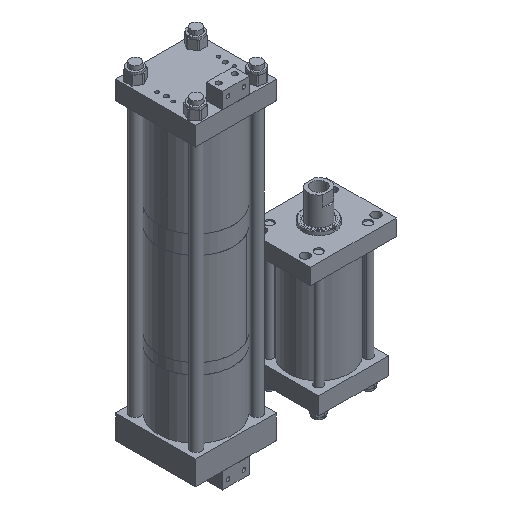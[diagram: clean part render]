
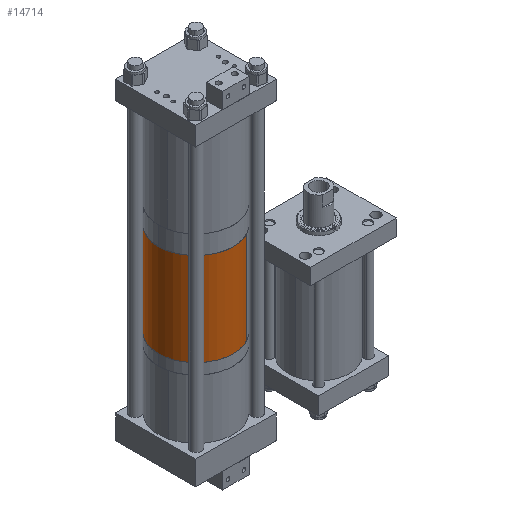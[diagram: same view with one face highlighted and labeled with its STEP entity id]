
A CAD part, isometric view. The second image highlights one B-rep face of the part: STEP entity #14714.
In plain terms, the highlighted cylindrical face has radius 88.9 mm (diameter 177.8 mm), a partial arc.
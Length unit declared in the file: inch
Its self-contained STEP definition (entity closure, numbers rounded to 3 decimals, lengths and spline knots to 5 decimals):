
#166 = EDGE_CURVE ( 'NONE', #7781, #8089, #3113, .T. ) ;
#289 = CARTESIAN_POINT ( 'NONE',  ( -3.5, 0., 8.683 ) ) ;
#1135 = EDGE_LOOP ( 'NONE', ( #4351, #9635, #17028, #10780 ) ) ;
#1675 = CYLINDRICAL_SURFACE ( 'NONE', #14620, 3.5 ) ;
#1849 = AXIS2_PLACEMENT_3D ( 'NONE', #14184, #4489, #5756 ) ;
#3113 = LINE ( 'NONE', #8782, #13011 ) ;
#3979 = DIRECTION ( 'NONE',  ( 1., 0., 0. ) ) ;
#4351 = ORIENTED_EDGE ( 'NONE', *, *, #166, .F. ) ;
#4489 = DIRECTION ( 'NONE',  ( 0., 0., 1. ) ) ;
#5086 = EDGE_CURVE ( 'NONE', #9465, #7781, #16444, .T. ) ;
#5259 = VERTEX_POINT ( 'NONE', #14540 ) ;
#5756 = DIRECTION ( 'NONE',  ( 1., 0., 0. ) ) ;
#6004 = DIRECTION ( 'NONE',  ( 0., 0., -1. ) ) ;
#7004 = CIRCLE ( 'NONE', #1849, 3.5 ) ;
#7692 = CARTESIAN_POINT ( 'NONE',  ( 0., 0., 8.683 ) ) ;
#7781 = VERTEX_POINT ( 'NONE', #15720 ) ;
#8089 = VERTEX_POINT ( 'NONE', #8984 ) ;
#8782 = CARTESIAN_POINT ( 'NONE',  ( 3.5, 0., 8.683 ) ) ;
#8868 = CARTESIAN_POINT ( 'NONE',  ( -3.5, 0., 8.683 ) ) ;
#8984 = CARTESIAN_POINT ( 'NONE',  ( 3.5, 0., 0. ) ) ;
#9366 = FACE_OUTER_BOUND ( 'NONE', #1135, .T. ) ;
#9465 = VERTEX_POINT ( 'NONE', #289 ) ;
#9583 = VECTOR ( 'NONE', #11732, 39.37008 ) ;
#9635 = ORIENTED_EDGE ( 'NONE', *, *, #5086, .F. ) ;
#10384 = DIRECTION ( 'NONE',  ( 0., 0., -1. ) ) ;
#10780 = ORIENTED_EDGE ( 'NONE', *, *, #13335, .T. ) ;
#11732 = DIRECTION ( 'NONE',  ( 0., 0., -1. ) ) ;
#12401 = CARTESIAN_POINT ( 'NONE',  ( 0., 0., 8.683 ) ) ;
#12526 = DIRECTION ( 'NONE',  ( 0., 0., 1. ) ) ;
#13011 = VECTOR ( 'NONE', #6004, 39.37008 ) ;
#13335 = EDGE_CURVE ( 'NONE', #5259, #8089, #7004, .T. ) ;
#13339 = LINE ( 'NONE', #8868, #9583 ) ;
#14184 = CARTESIAN_POINT ( 'NONE',  ( 0., 0., 0. ) ) ;
#14540 = CARTESIAN_POINT ( 'NONE',  ( -3.5, 0., 0. ) ) ;
#14620 = AXIS2_PLACEMENT_3D ( 'NONE', #7692, #10384, #16257 ) ;
#14714 = ADVANCED_FACE ( 'NONE', ( #9366 ), #1675, .T. ) ;
#15175 = EDGE_CURVE ( 'NONE', #9465, #5259, #13339, .T. ) ;
#15720 = CARTESIAN_POINT ( 'NONE',  ( 3.5, 0., 8.683 ) ) ;
#16257 = DIRECTION ( 'NONE',  ( -1., 0., 0. ) ) ;
#16364 = AXIS2_PLACEMENT_3D ( 'NONE', #12401, #12526, #3979 ) ;
#16444 = CIRCLE ( 'NONE', #16364, 3.5 ) ;
#17028 = ORIENTED_EDGE ( 'NONE', *, *, #15175, .T. ) ;
